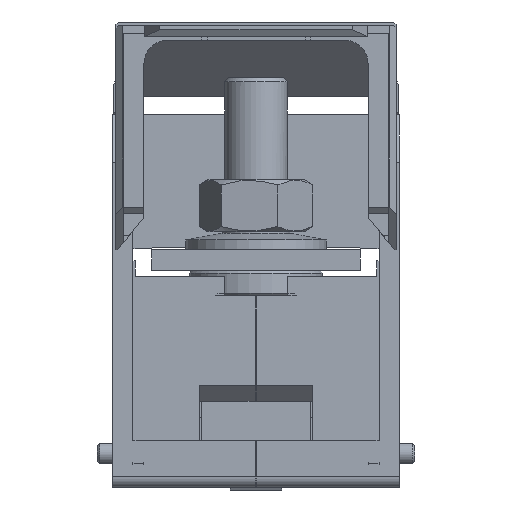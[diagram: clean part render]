
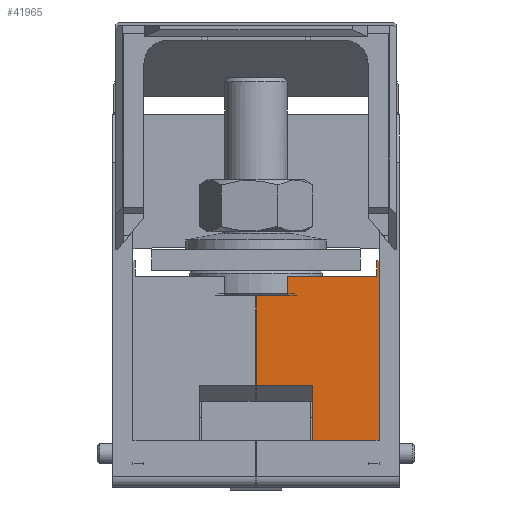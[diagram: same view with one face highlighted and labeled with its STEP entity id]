
A CAD part, left-side view. The second image highlights one B-rep face of the part: STEP entity #41965.
In plain terms, the highlighted planar face has unit normal (-1, 0, 0).
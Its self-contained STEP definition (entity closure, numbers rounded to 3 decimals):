
#1646=LINE('',#58956,#6680);
#1714=LINE('',#59116,#6748);
#1717=LINE('',#59121,#6751);
#4685=LINE('',#65753,#9719);
#4688=LINE('',#65759,#9722);
#4689=LINE('',#65761,#9723);
#4692=LINE('',#65766,#9726);
#4700=LINE('',#65779,#9734);
#4701=LINE('',#65781,#9735);
#4703=LINE('',#65785,#9737);
#4706=LINE('',#65791,#9740);
#4707=LINE('',#65793,#9741);
#4712=LINE('',#65803,#9746);
#4767=LINE('',#65921,#9801);
#4768=LINE('',#65923,#9802);
#6680=VECTOR('',#48053,1000.);
#6748=VECTOR('',#48191,1000.);
#6751=VECTOR('',#48196,1000.);
#9719=VECTOR('',#54008,1000.);
#9722=VECTOR('',#54013,1000.);
#9723=VECTOR('',#54016,1000.);
#9726=VECTOR('',#54021,1000.);
#9734=VECTOR('',#54035,1000.);
#9735=VECTOR('',#54038,1000.);
#9737=VECTOR('',#54042,1000.);
#9740=VECTOR('',#54047,1000.);
#9741=VECTOR('',#54050,1000.);
#9746=VECTOR('',#54057,1000.);
#9801=VECTOR('',#54174,1000.);
#9802=VECTOR('',#54175,1000.);
#21093=ORIENTED_EDGE('',*,*,#24065,.F.);
#21094=ORIENTED_EDGE('',*,*,#27523,.F.);
#21095=ORIENTED_EDGE('',*,*,#27524,.T.);
#21096=ORIENTED_EDGE('',*,*,#27456,.F.);
#21097=ORIENTED_EDGE('',*,*,#27455,.F.);
#21098=ORIENTED_EDGE('',*,*,#27452,.T.);
#21099=ORIENTED_EDGE('',*,*,#27450,.F.);
#21100=ORIENTED_EDGE('',*,*,#27449,.T.);
#21101=ORIENTED_EDGE('',*,*,#27439,.F.);
#21102=ORIENTED_EDGE('',*,*,#27436,.T.);
#21103=ORIENTED_EDGE('',*,*,#27435,.F.);
#21104=ORIENTED_EDGE('',*,*,#27432,.T.);
#21105=ORIENTED_EDGE('',*,*,#27461,.T.);
#21106=ORIENTED_EDGE('',*,*,#24147,.T.);
#21107=ORIENTED_EDGE('',*,*,#24150,.T.);
#24065=EDGE_CURVE('',#29276,#29277,#1646,.T.);
#24147=EDGE_CURVE('',#29334,#29333,#1714,.T.);
#24150=EDGE_CURVE('',#29333,#29277,#1717,.T.);
#27432=EDGE_CURVE('',#31513,#31512,#4685,.T.);
#27435=EDGE_CURVE('',#31513,#31514,#4688,.T.);
#27436=EDGE_CURVE('',#31515,#31514,#4689,.T.);
#27439=EDGE_CURVE('',#31515,#31516,#4692,.T.);
#27449=EDGE_CURVE('',#31517,#31516,#4700,.F.);
#27450=EDGE_CURVE('',#31517,#31518,#4701,.T.);
#27452=EDGE_CURVE('',#31519,#31518,#4703,.T.);
#27455=EDGE_CURVE('',#31519,#31520,#4706,.T.);
#27456=EDGE_CURVE('',#31520,#31521,#4707,.T.);
#27461=EDGE_CURVE('',#31512,#29334,#4712,.T.);
#27523=EDGE_CURVE('',#31557,#29276,#4767,.T.);
#27524=EDGE_CURVE('',#31557,#31521,#4768,.T.);
#29276=VERTEX_POINT('',#58955);
#29277=VERTEX_POINT('',#58957);
#29333=VERTEX_POINT('',#59115);
#29334=VERTEX_POINT('',#59117);
#31512=VERTEX_POINT('',#65752);
#31513=VERTEX_POINT('',#65754);
#31514=VERTEX_POINT('',#65758);
#31515=VERTEX_POINT('',#65762);
#31516=VERTEX_POINT('',#65767);
#31517=VERTEX_POINT('',#65778);
#31518=VERTEX_POINT('',#65782);
#31519=VERTEX_POINT('',#65786);
#31520=VERTEX_POINT('',#65790);
#31521=VERTEX_POINT('',#65794);
#31557=VERTEX_POINT('',#65922);
#34330=EDGE_LOOP('',(#21093,#21094,#21095,#21096,#21097,#21098,#21099,#21100,
#21101,#21102,#21103,#21104,#21105,#21106,#21107));
#36352=FACE_BOUND('',#34330,.T.);
#37974=PLANE('',#44546);
#41965=ADVANCED_FACE('',(#36352),#37974,.T.);
#44546=AXIS2_PLACEMENT_3D('',#65920,#54172,#54173);
#48053=DIRECTION('',(0.,-1.,0.));
#48191=DIRECTION('',(0.,1.,0.));
#48196=DIRECTION('',(0.,0.,-1.));
#54008=DIRECTION('',(0.,0.,-1.));
#54013=DIRECTION('',(0.,1.,0.));
#54016=DIRECTION('',(0.,0.,-1.));
#54021=DIRECTION('',(0.,-1.,0.));
#54035=DIRECTION('',(0.,0.,1.));
#54038=DIRECTION('',(0.,-1.,0.));
#54042=DIRECTION('',(0.,0.,-1.));
#54047=DIRECTION('',(0.,-1.,0.));
#54050=DIRECTION('',(0.,0.,-1.));
#54057=DIRECTION('',(0.,1.,0.));
#54172=DIRECTION('',(-1.,0.,0.));
#54173=DIRECTION('',(0.,0.,1.));
#54174=DIRECTION('',(0.,0.,1.));
#54175=DIRECTION('',(0.,-1.,0.));
#58955=CARTESIAN_POINT('',(-43.5,27.5,-23.671));
#58956=CARTESIAN_POINT('',(-43.5,32.4,-23.671));
#58957=CARTESIAN_POINT('',(-43.5,22.6,-23.671));
#59115=CARTESIAN_POINT('',(-43.5,22.6,-23.19));
#59116=CARTESIAN_POINT('',(-43.5,16.6,-23.19));
#59117=CARTESIAN_POINT('',(-43.5,17.1,-23.19));
#59121=CARTESIAN_POINT('',(-43.5,22.6,-25.19));
#65752=CARTESIAN_POINT('',(-43.5,16.6,-23.19));
#65753=CARTESIAN_POINT('',(-43.5,16.6,-12.69));
#65754=CARTESIAN_POINT('',(-43.5,16.6,-12.69));
#65758=CARTESIAN_POINT('',(-43.5,27.5,-12.69));
#65759=CARTESIAN_POINT('',(-43.5,16.6,-12.69));
#65761=CARTESIAN_POINT('',(-43.5,27.5,8.31));
#65762=CARTESIAN_POINT('',(-43.5,27.5,4.56));
#65766=CARTESIAN_POINT('',(-43.5,184.004,4.56));
#65767=CARTESIAN_POINT('',(-43.5,21.438,4.56));
#65778=CARTESIAN_POINT('',(-43.5,21.438,8.31));
#65779=CARTESIAN_POINT('',(-43.5,21.438,4.56));
#65781=CARTESIAN_POINT('',(-43.5,184.004,8.31));
#65782=CARTESIAN_POINT('',(-43.5,4.375,8.31));
#65785=CARTESIAN_POINT('',(-43.5,4.375,11.31));
#65786=CARTESIAN_POINT('',(-43.5,4.375,11.31));
#65790=CARTESIAN_POINT('',(-43.5,3.9,11.31));
#65791=CARTESIAN_POINT('',(-43.5,4.375,11.31));
#65793=CARTESIAN_POINT('',(-43.5,3.9,8.31));
#65794=CARTESIAN_POINT('',(-43.5,3.9,-27.19));
#65803=CARTESIAN_POINT('',(-43.5,16.6,-23.19));
#65920=CARTESIAN_POINT('',(-43.5,184.004,8.31));
#65921=CARTESIAN_POINT('',(-43.5,27.5,-18.69));
#65922=CARTESIAN_POINT('',(-43.5,27.5,-27.19));
#65923=CARTESIAN_POINT('',(-43.5,22.5,-27.19));
